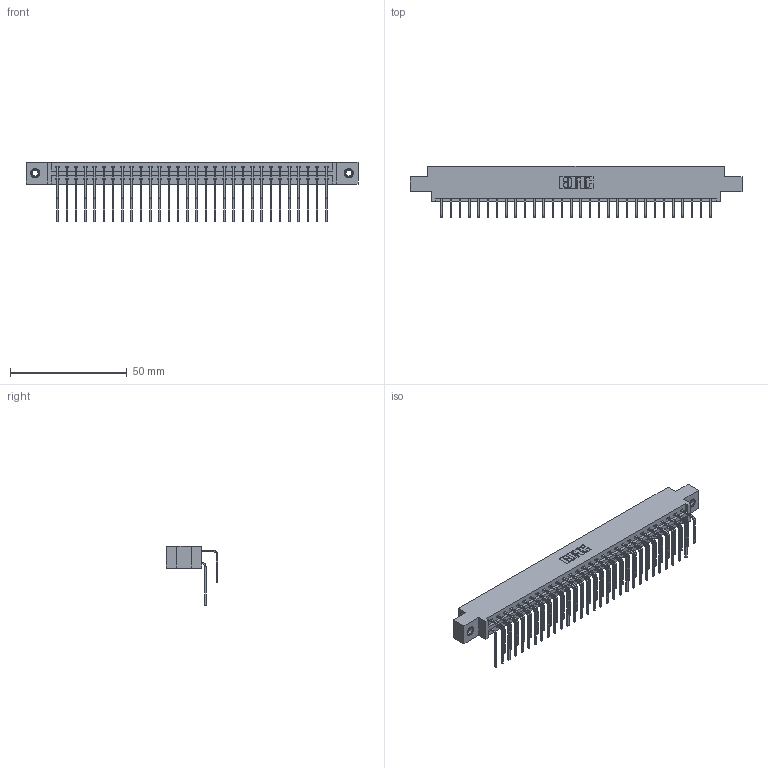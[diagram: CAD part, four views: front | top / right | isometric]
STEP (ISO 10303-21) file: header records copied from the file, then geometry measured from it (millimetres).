
FILE_DESCRIPTION (( 'STEP AP203' ), '1' );
FILE_NAME ('387-060-558-807.STEP', '2018-09-21T04:10:30', ( '' ), ( '' ), 'SwSTEP 2.0', 'SolidWorks 2016', '' );
FILE_SCHEMA (( 'CONFIG_CONTROL_DESIGN' ));
Length unit declared in the file: inch
Products named in the file (5): 337 Part_0.170 Offset - 0.156 Dia-TI; 345-292-001_558 559 Tail - 1; 345-292-001_558 Tail - 2; 345-250-001_345-250-005-103; 387-060-558-807
Assembly tree (63 placements, depth 2):
  387-060-558-807
    337 Part_0.170 Offset - 0.156 Dia-TI
    345-292-001_558 559 Tail - 1  x30
    345-292-001_558 Tail - 2  x30
    345-250-001_345-250-005-103  x2
Bounding box: 141.88 x 22.17 x 25.53 mm (x, y, z)
Volume: 15008.3 mm3; surface area: 18732.1 mm2
Topology: 63 solids, 63 shells, 3538 faces, 10479 edges, 6898 vertices
Faces by surface type: plane 2506, cylinder 1016, cone 12, torus 4
Entity records: 27914 total; most frequent: CARTESIAN_POINT 4740, ORIENTED_EDGE 4618, DIRECTION 4067, EDGE_CURVE 2309, VECTOR 2121, LINE 2121, VERTEX_POINT 1532, AXIS2_PLACEMENT_3D 973
